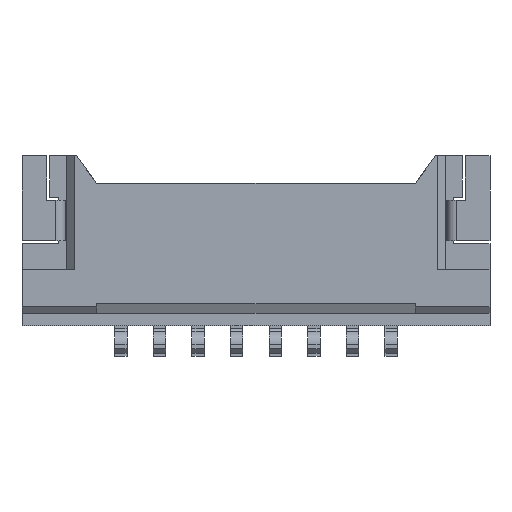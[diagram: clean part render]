
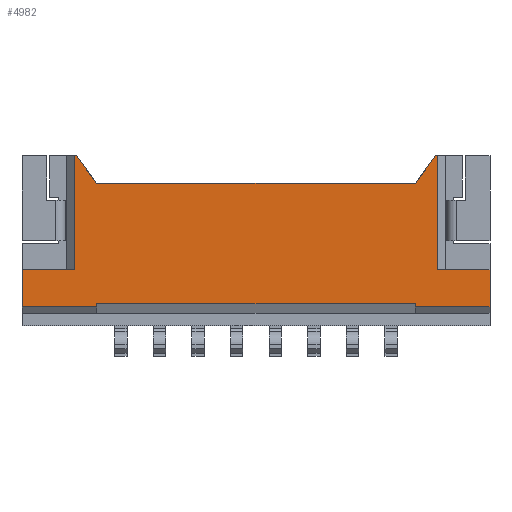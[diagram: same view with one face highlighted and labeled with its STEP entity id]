
A CAD part, front view. The second image highlights one B-rep face of the part: STEP entity #4982.
In plain terms, the highlighted planar face has unit normal (0, -1, 0).
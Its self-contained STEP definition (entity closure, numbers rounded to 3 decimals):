
#1=DIRECTION('',(0.,0.,-1.));
#2=VECTOR('',#1,3.7);
#3=CARTESIAN_POINT('',(-5.875,-0.925,2.75));
#4=LINE('',#3,#2);
#5=DIRECTION('',(1.,0.,0.));
#6=VECTOR('',#5,0.06);
#7=CARTESIAN_POINT('',(-5.875,-0.925,2.75));
#8=LINE('',#7,#6);
#9=DIRECTION('',(0.588,0.,-0.809));
#10=VECTOR('',#9,1.113);
#11=CARTESIAN_POINT('',(-5.815,-0.925,2.75));
#12=LINE('',#11,#10);
#13=DIRECTION('',(1.,0.,0.));
#14=VECTOR('',#13,10.32);
#15=CARTESIAN_POINT('',(-5.16,-0.925,1.85));
#16=LINE('',#15,#14);
#17=DIRECTION('',(0.588,0.,0.809));
#18=VECTOR('',#17,1.113);
#19=CARTESIAN_POINT('',(5.16,-0.925,1.85));
#20=LINE('',#19,#18);
#21=DIRECTION('',(1.,0.,0.));
#22=VECTOR('',#21,0.06);
#23=CARTESIAN_POINT('',(5.815,-0.925,2.75));
#24=LINE('',#23,#22);
#25=DIRECTION('',(0.,0.,1.));
#26=VECTOR('',#25,3.7);
#27=CARTESIAN_POINT('',(5.875,-0.925,-0.95));
#28=LINE('',#27,#26);
#29=DIRECTION('',(0.,0.,-1.));
#30=VECTOR('',#29,1.2);
#31=CARTESIAN_POINT('',(7.575,-0.925,-0.95));
#32=LINE('',#31,#30);
#33=DIRECTION('',(-1.,0.,0.));
#34=VECTOR('',#33,2.415);
#35=CARTESIAN_POINT('',(7.575,-0.925,-2.15));
#36=LINE('',#35,#34);
#37=DIRECTION('',(0.,0.,1.));
#38=VECTOR('',#37,0.1);
#39=CARTESIAN_POINT('',(5.16,-0.925,-2.15));
#40=LINE('',#39,#38);
#41=DIRECTION('',(1.,0.,0.));
#42=VECTOR('',#41,10.32);
#43=CARTESIAN_POINT('',(-5.16,-0.925,-2.05));
#44=LINE('',#43,#42);
#45=DIRECTION('',(0.,0.,1.));
#46=VECTOR('',#45,0.1);
#47=CARTESIAN_POINT('',(-5.16,-0.925,-2.15));
#48=LINE('',#47,#46);
#49=DIRECTION('',(-1.,0.,0.));
#50=VECTOR('',#49,2.415);
#51=CARTESIAN_POINT('',(-5.16,-0.925,-2.15));
#52=LINE('',#51,#50);
#53=DIRECTION('',(0.,0.,1.));
#54=VECTOR('',#53,1.2);
#55=CARTESIAN_POINT('',(-7.575,-0.925,-2.15));
#56=LINE('',#55,#54);
#61=DIRECTION('',(-1.,0.,0.));
#62=VECTOR('',#61,1.7);
#63=CARTESIAN_POINT('',(-5.875,-0.925,-0.95));
#64=LINE('',#63,#62);
#813=DIRECTION('',(-1.,0.,0.));
#814=VECTOR('',#813,1.7);
#815=CARTESIAN_POINT('',(7.575,-0.925,-0.95));
#816=LINE('',#815,#814);
#3775=CARTESIAN_POINT('',(5.16,-0.925,1.85));
#3776=CARTESIAN_POINT('',(5.815,-0.925,2.75));
#3777=VERTEX_POINT('',#3775);
#3778=VERTEX_POINT('',#3776);
#3779=CARTESIAN_POINT('',(-5.16,-0.925,1.85));
#3780=VERTEX_POINT('',#3779);
#3791=CARTESIAN_POINT('',(-5.815,-0.925,2.75));
#3792=VERTEX_POINT('',#3791);
#3957=CARTESIAN_POINT('',(7.575,-0.925,-0.95));
#3958=VERTEX_POINT('',#3957);
#3963=CARTESIAN_POINT('',(-7.575,-0.925,-0.95));
#3964=VERTEX_POINT('',#3963);
#4055=CARTESIAN_POINT('',(-5.875,-0.925,-0.95));
#4056=VERTEX_POINT('',#4055);
#4131=CARTESIAN_POINT('',(7.575,-0.925,-2.15));
#4132=VERTEX_POINT('',#4131);
#4135=CARTESIAN_POINT('',(-7.575,-0.925,-2.15));
#4136=VERTEX_POINT('',#4135);
#4149=CARTESIAN_POINT('',(-5.875,-0.925,2.75));
#4150=VERTEX_POINT('',#4149);
#4151=CARTESIAN_POINT('',(5.875,-0.925,2.75));
#4152=VERTEX_POINT('',#4151);
#4153=CARTESIAN_POINT('',(5.875,-0.925,-0.95));
#4154=VERTEX_POINT('',#4153);
#4203=CARTESIAN_POINT('',(5.16,-0.925,-2.15));
#4204=CARTESIAN_POINT('',(5.16,-0.925,-2.05));
#4205=VERTEX_POINT('',#4203);
#4206=VERTEX_POINT('',#4204);
#4207=CARTESIAN_POINT('',(-5.16,-0.925,-2.15));
#4208=CARTESIAN_POINT('',(-5.16,-0.925,-2.05));
#4209=VERTEX_POINT('',#4207);
#4210=VERTEX_POINT('',#4208);
#4943=CARTESIAN_POINT('',(0.,-0.925,0.));
#4944=DIRECTION('',(0.,-1.,0.));
#4945=DIRECTION('',(-1.,0.,0.));
#4946=AXIS2_PLACEMENT_3D('',#4943,#4944,#4945);
#4947=PLANE('',#4946);
#4949=ORIENTED_EDGE('',*,*,#4948,.F.);
#4951=ORIENTED_EDGE('',*,*,#4950,.T.);
#4953=ORIENTED_EDGE('',*,*,#4952,.T.);
#4955=ORIENTED_EDGE('',*,*,#4954,.T.);
#4957=ORIENTED_EDGE('',*,*,#4956,.T.);
#4959=ORIENTED_EDGE('',*,*,#4958,.T.);
#4961=ORIENTED_EDGE('',*,*,#4960,.F.);
#4963=ORIENTED_EDGE('',*,*,#4962,.F.);
#4965=ORIENTED_EDGE('',*,*,#4964,.T.);
#4967=ORIENTED_EDGE('',*,*,#4966,.T.);
#4969=ORIENTED_EDGE('',*,*,#4968,.T.);
#4971=ORIENTED_EDGE('',*,*,#4970,.F.);
#4973=ORIENTED_EDGE('',*,*,#4972,.F.);
#4975=ORIENTED_EDGE('',*,*,#4974,.T.);
#4977=ORIENTED_EDGE('',*,*,#4976,.T.);
#4979=ORIENTED_EDGE('',*,*,#4978,.F.);
#4980=EDGE_LOOP('',(#4949,#4951,#4953,#4955,#4957,#4959,#4961,#4963,#4965,#4967,
#4969,#4971,#4973,#4975,#4977,#4979));
#4981=FACE_OUTER_BOUND('',#4980,.F.);
#4982=ADVANCED_FACE('',(#4981),#4947,.T.);
#4948=EDGE_CURVE('',#4150,#4056,#4,.T.);
#4950=EDGE_CURVE('',#4150,#3792,#8,.T.);
#4952=EDGE_CURVE('',#3792,#3780,#12,.T.);
#4954=EDGE_CURVE('',#3780,#3777,#16,.T.);
#4956=EDGE_CURVE('',#3777,#3778,#20,.T.);
#4958=EDGE_CURVE('',#3778,#4152,#24,.T.);
#4960=EDGE_CURVE('',#4154,#4152,#28,.T.);
#4962=EDGE_CURVE('',#3958,#4154,#816,.T.);
#4964=EDGE_CURVE('',#3958,#4132,#32,.T.);
#4966=EDGE_CURVE('',#4132,#4205,#36,.T.);
#4968=EDGE_CURVE('',#4205,#4206,#40,.T.);
#4970=EDGE_CURVE('',#4210,#4206,#44,.T.);
#4972=EDGE_CURVE('',#4209,#4210,#48,.T.);
#4974=EDGE_CURVE('',#4209,#4136,#52,.T.);
#4976=EDGE_CURVE('',#4136,#3964,#56,.T.);
#4978=EDGE_CURVE('',#4056,#3964,#64,.T.);
